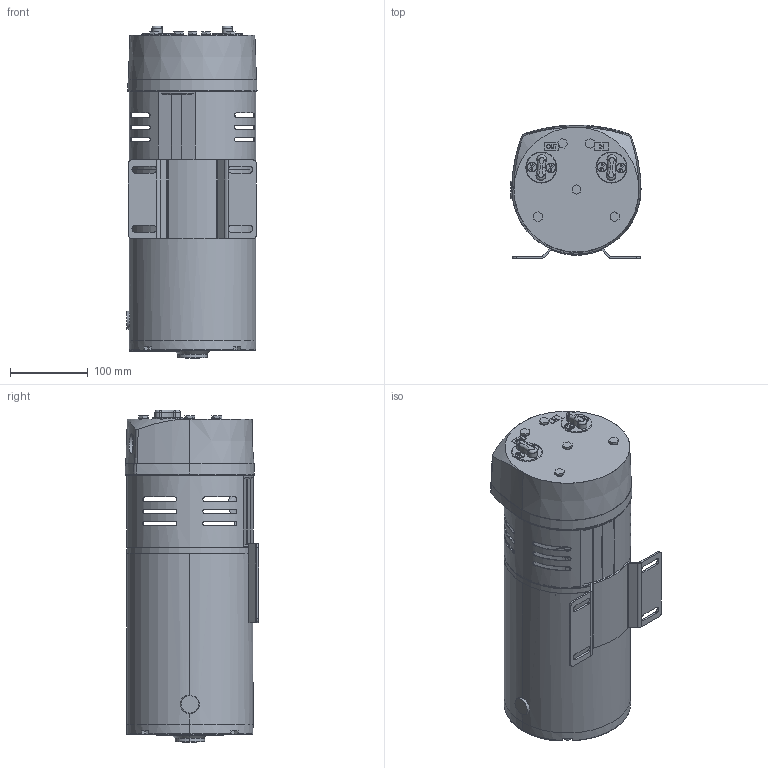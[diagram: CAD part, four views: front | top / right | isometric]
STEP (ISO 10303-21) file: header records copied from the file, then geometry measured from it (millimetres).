
FILE_DESCRIPTION (( 'STEP AP203' ), '1' );
FILE_NAME ('1423-101Q-G625.STEP', '2025-05-06T15:05:07', ( '' ), ( '' ), 'SwSTEP 2.0', 'SolidWorks 2023', '' );
FILE_SCHEMA (( 'CONFIG_CONTROL_DESIGN' ));
Length unit declared in the file: inch
Products named in the file (21): G625rR; AK514; BB624; AK522; AK526; AK510; AL281; AK524; 1423-101Q-G625; AB976D; 1423-02; AL283; AK520; AL282; AE452A
Assembly tree (19 placements, depth 4):
  AK524
  1423-101Q-G625
    G625rR
    AB976D
    1423-02
      AK520
      AK526
        AK510
      AK526
        AK510
      AL281
      BB624
      BB624
      BB624
      BB624
      BB624
      AL283
      AK514
      AK522
    AE452A  x2
  AL282
Bounding box: 167.64 x 172.21 x 427.99 mm (x, y, z)
Volume: 846430.9 mm3; surface area: 602699.5 mm2
Topology: 21 solids, 21 shells, 1140 faces, 3070 edges, 2006 vertices
Faces by surface type: cylinder 519, plane 379, cone 105, torus 95, bspline 32, sphere 10
Entity records: 42815 total; most frequent: CARTESIAN_POINT 11806, DIRECTION 6180, ORIENTED_EDGE 6064, EDGE_CURVE 3032, AXIS2_PLACEMENT_3D 2462, VERTEX_POINT 1990, CIRCLE 1343, EDGE_LOOP 1278
